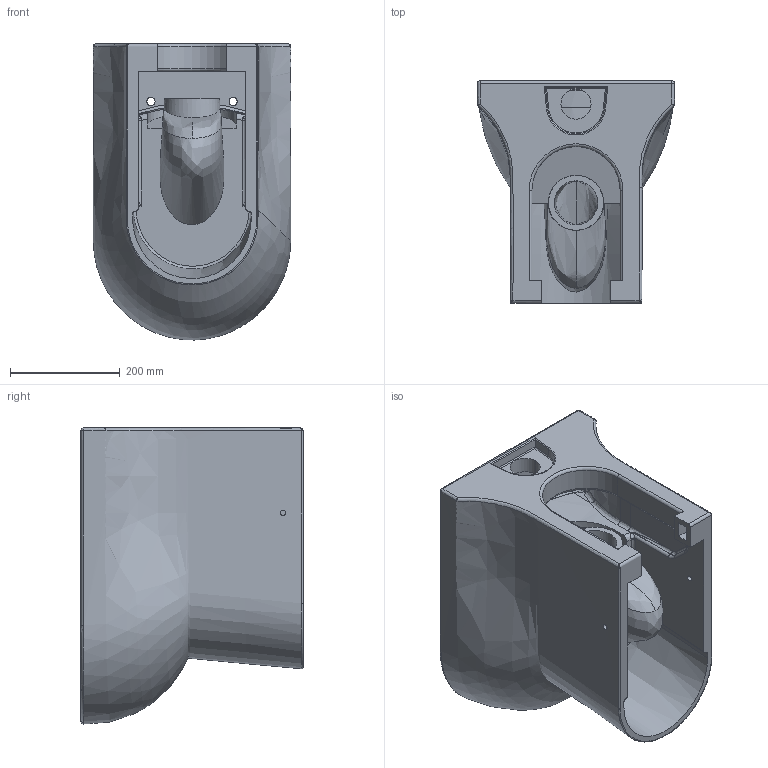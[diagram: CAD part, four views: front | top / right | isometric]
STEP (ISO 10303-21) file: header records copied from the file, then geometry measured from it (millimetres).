
FILE_DESCRIPTION (( 'STEP AP214' ), '1' );
FILE_NAME ('50074_v10818.STEP', '2019-02-27T11:45:43', ( '' ), ( '' ), 'SwSTEP 2.0', 'SolidWorks 2019', '' );
FILE_SCHEMA (( 'AUTOMOTIVE_DESIGN' ));
Length unit declared in the file: millimetre
Products named in the file (1): 50074_v10818
Bounding box: 360.04 x 405 x 540.2 mm (x, y, z)
Volume: 16019075.6 mm3; surface area: 1466481.4 mm2
Topology: 1 solids, 1 shells, 427 faces, 997 edges, 621 vertices
Faces by surface type: cylinder 163, bspline 123, plane 107, torus 18, cone 10, sphere 6
Entity records: 47114 total; most frequent: CARTESIAN_POINT 38088, ORIENTED_EDGE 1966, DIRECTION 1695, EDGE_CURVE 983, AXIS2_PLACEMENT_3D 708, VERTEX_POINT 621, EDGE_LOOP 500, ADVANCED_FACE 427
